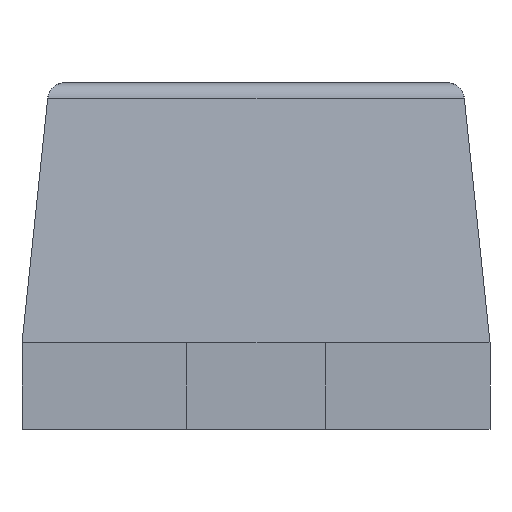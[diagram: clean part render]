
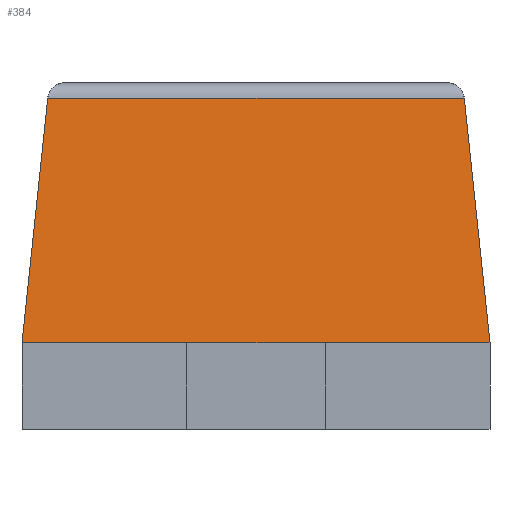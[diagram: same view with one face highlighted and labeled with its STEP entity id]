
A CAD part, left-side view. The second image highlights one B-rep face of the part: STEP entity #384.
In plain terms, the highlighted planar face has unit normal (-0.995, 0, 0.104).
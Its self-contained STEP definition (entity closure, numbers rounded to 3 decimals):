
#22 = VERTEX_POINT('',#23);
#23 = CARTESIAN_POINT('',(-0.9,0.2,0.25));
#31 = EDGE_CURVE('',#22,#32,#34,.T.);
#32 = VERTEX_POINT('',#33);
#33 = CARTESIAN_POINT('',(-0.9,0.675,0.25));
#34 = LINE('',#35,#36);
#35 = CARTESIAN_POINT('',(-0.9,0.675,0.25));
#36 = VECTOR('',#37,1.);
#37 = DIRECTION('',(0.,1.,0.));
#163 = EDGE_CURVE('',#164,#166,#168,.T.);
#164 = VERTEX_POINT('',#165);
#165 = CARTESIAN_POINT('',(-0.9,-0.675,0.25));
#166 = VERTEX_POINT('',#167);
#167 = CARTESIAN_POINT('',(-0.9,-0.2,0.25));
#168 = LINE('',#169,#170);
#169 = CARTESIAN_POINT('',(-0.9,0.675,0.25));
#170 = VECTOR('',#171,1.);
#171 = DIRECTION('',(0.,1.,0.));
#357 = EDGE_CURVE('',#358,#32,#360,.T.);
#358 = VERTEX_POINT('',#359);
#359 = CARTESIAN_POINT('',(-0.826,0.601,0.955
    ));
#360 = LINE('',#361,#362);
#361 = CARTESIAN_POINT('',(-0.812,0.587,1.084
    ));
#362 = VECTOR('',#363,1.);
#363 = DIRECTION('',(-0.104,0.104,-0.989));
#384 = ADVANCED_FACE('',(#385),#410,.T.);
#385 = FACE_BOUND('',#386,.T.);
#386 = EDGE_LOOP('',(#387,#395,#401,#402,#403,#409));
#387 = ORIENTED_EDGE('',*,*,#388,.F.);
#388 = EDGE_CURVE('',#389,#164,#391,.T.);
#389 = VERTEX_POINT('',#390);
#390 = CARTESIAN_POINT('',(-0.826,-0.601,
    0.955));
#391 = LINE('',#392,#393);
#392 = CARTESIAN_POINT('',(-0.815,-0.59,
    1.061));
#393 = VECTOR('',#394,1.);
#394 = DIRECTION('',(-0.104,-0.104,-0.989));
#395 = ORIENTED_EDGE('',*,*,#396,.T.);
#396 = EDGE_CURVE('',#389,#358,#397,.T.);
#397 = LINE('',#398,#399);
#398 = CARTESIAN_POINT('',(-0.826,0.,
    0.955));
#399 = VECTOR('',#400,1.);
#400 = DIRECTION('',(0.,1.,0.));
#401 = ORIENTED_EDGE('',*,*,#357,.T.);
#402 = ORIENTED_EDGE('',*,*,#31,.F.);
#403 = ORIENTED_EDGE('',*,*,#404,.F.);
#404 = EDGE_CURVE('',#166,#22,#405,.T.);
#405 = LINE('',#406,#407);
#406 = CARTESIAN_POINT('',(-0.9,0.2,0.25));
#407 = VECTOR('',#408,1.);
#408 = DIRECTION('',(0.,1.,0.));
#409 = ORIENTED_EDGE('',*,*,#163,.F.);
#410 = PLANE('',#411);
#411 = AXIS2_PLACEMENT_3D('',#412,#413,#414);
#412 = CARTESIAN_POINT('',(-0.821,0.,1.));
#413 = DIRECTION('',(-0.995,0.,0.105
    ));
#414 = DIRECTION('',(0.,1.,0.));
